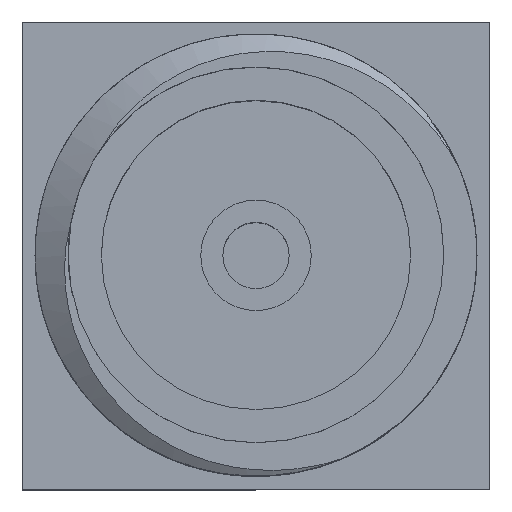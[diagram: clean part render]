
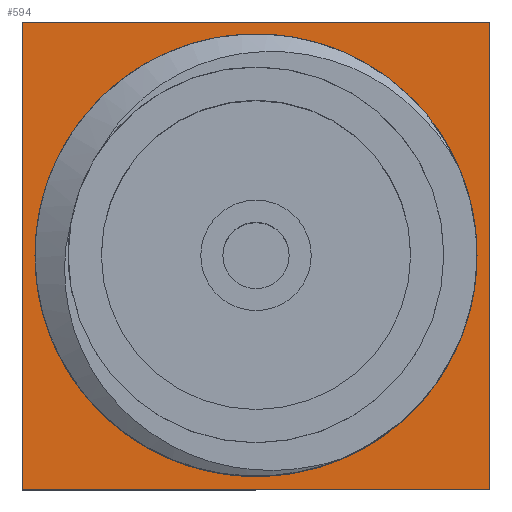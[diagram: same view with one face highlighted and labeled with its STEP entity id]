
A CAD part, top view. The second image highlights one B-rep face of the part: STEP entity #594.
In plain terms, the highlighted planar face has unit normal (0, 0, 1).
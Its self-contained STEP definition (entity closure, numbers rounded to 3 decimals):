
#51 = DIRECTION ( 'NONE',  ( 1., 0., 0. ) ) ;
#122 = CARTESIAN_POINT ( 'NONE',  ( 0., -1.35, 1.6 ) ) ;
#594 = ADVANCED_FACE ( 'NONE', ( #1813, #3607 ), #1481, .T. ) ;
#608 = CARTESIAN_POINT ( 'NONE',  ( 0., 3.95, 1.6 ) ) ;
#668 = VERTEX_POINT ( 'NONE', #608 ) ;
#698 = LINE ( 'NONE', #2674, #835 ) ;
#729 = VERTEX_POINT ( 'NONE', #3239 ) ;
#762 = DIRECTION ( 'NONE',  ( -1., 0., 0. ) ) ;
#825 = AXIS2_PLACEMENT_3D ( 'NONE', #2189, #2497, #1868 ) ;
#835 = VECTOR ( 'NONE', #3195, 1000. ) ;
#887 = DIRECTION ( 'NONE',  ( 1., 0., 0. ) ) ;
#945 = ORIENTED_EDGE ( 'NONE', *, *, #3078, .T. ) ;
#968 = EDGE_LOOP ( 'NONE', ( #945, #2215, #3471, #3529 ) ) ;
#1005 = EDGE_CURVE ( 'NONE', #1976, #2607, #2625, .T. ) ;
#1010 = ORIENTED_EDGE ( 'NONE', *, *, #1881, .T. ) ;
#1068 = DIRECTION ( 'NONE',  ( 0., -1., 0. ) ) ;
#1302 = DIRECTION ( 'NONE',  ( 0., 0., -1. ) ) ;
#1481 = PLANE ( 'NONE',  #2321 ) ;
#1568 = EDGE_CURVE ( 'NONE', #2607, #729, #2294, .T. ) ;
#1691 = CARTESIAN_POINT ( 'NONE',  ( 0., 4.475, 1.6 ) ) ;
#1728 = EDGE_CURVE ( 'NONE', #3447, #668, #2067, .T. ) ;
#1752 = CIRCLE ( 'NONE', #2338, 2.65 ) ;
#1813 = FACE_OUTER_BOUND ( 'NONE', #968, .T. ) ;
#1844 = ORIENTED_EDGE ( 'NONE', *, *, #1728, .T. ) ;
#1868 = DIRECTION ( 'NONE',  ( 0., -1., 0. ) ) ;
#1881 = EDGE_CURVE ( 'NONE', #668, #3447, #1752, .T. ) ;
#1976 = VERTEX_POINT ( 'NONE', #2837 ) ;
#2067 = CIRCLE ( 'NONE', #825, 2.65 ) ;
#2113 = EDGE_CURVE ( 'NONE', #2665, #1976, #2256, .T. ) ;
#2167 = EDGE_LOOP ( 'NONE', ( #1844, #1010 ) ) ;
#2189 = CARTESIAN_POINT ( 'NONE',  ( 0., 1.3, 1.6 ) ) ;
#2215 = ORIENTED_EDGE ( 'NONE', *, *, #2113, .T. ) ;
#2250 = CARTESIAN_POINT ( 'NONE',  ( 0., -1.875, 1.6 ) ) ;
#2256 = LINE ( 'NONE', #1691, #3451 ) ;
#2294 = LINE ( 'NONE', #2250, #3899 ) ;
#2321 = AXIS2_PLACEMENT_3D ( 'NONE', #3040, #2690, #887 ) ;
#2338 = AXIS2_PLACEMENT_3D ( 'NONE', #3098, #1302, #2814 ) ;
#2497 = DIRECTION ( 'NONE',  ( 0., 0., -1. ) ) ;
#2607 = VERTEX_POINT ( 'NONE', #3000 ) ;
#2625 = LINE ( 'NONE', #2912, #3828 ) ;
#2665 = VERTEX_POINT ( 'NONE', #3901 ) ;
#2674 = CARTESIAN_POINT ( 'NONE',  ( 3.175, 0., 1.6 ) ) ;
#2690 = DIRECTION ( 'NONE',  ( 0., 0., 1. ) ) ;
#2814 = DIRECTION ( 'NONE',  ( 0., -1., 0. ) ) ;
#2837 = CARTESIAN_POINT ( 'NONE',  ( -3.175, 4.475, 1.6 ) ) ;
#2912 = CARTESIAN_POINT ( 'NONE',  ( -3.175, 0., 1.6 ) ) ;
#3000 = CARTESIAN_POINT ( 'NONE',  ( -3.175, -1.875, 1.6 ) ) ;
#3040 = CARTESIAN_POINT ( 'NONE',  ( 0., 0., 1.6 ) ) ;
#3078 = EDGE_CURVE ( 'NONE', #729, #2665, #698, .T. ) ;
#3098 = CARTESIAN_POINT ( 'NONE',  ( 0., 1.3, 1.6 ) ) ;
#3195 = DIRECTION ( 'NONE',  ( 0., 1., 0. ) ) ;
#3239 = CARTESIAN_POINT ( 'NONE',  ( 3.175, -1.875, 1.6 ) ) ;
#3447 = VERTEX_POINT ( 'NONE', #122 ) ;
#3451 = VECTOR ( 'NONE', #762, 1000. ) ;
#3471 = ORIENTED_EDGE ( 'NONE', *, *, #1005, .T. ) ;
#3529 = ORIENTED_EDGE ( 'NONE', *, *, #1568, .T. ) ;
#3607 = FACE_BOUND ( 'NONE', #2167, .T. ) ;
#3828 = VECTOR ( 'NONE', #1068, 1000. ) ;
#3899 = VECTOR ( 'NONE', #51, 1000. ) ;
#3901 = CARTESIAN_POINT ( 'NONE',  ( 3.175, 4.475, 1.6 ) ) ;
